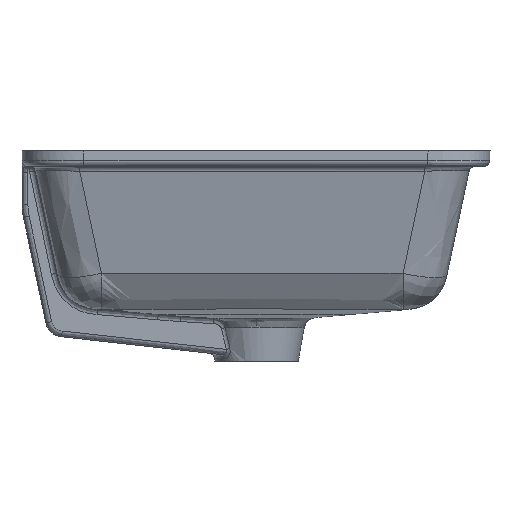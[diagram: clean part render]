
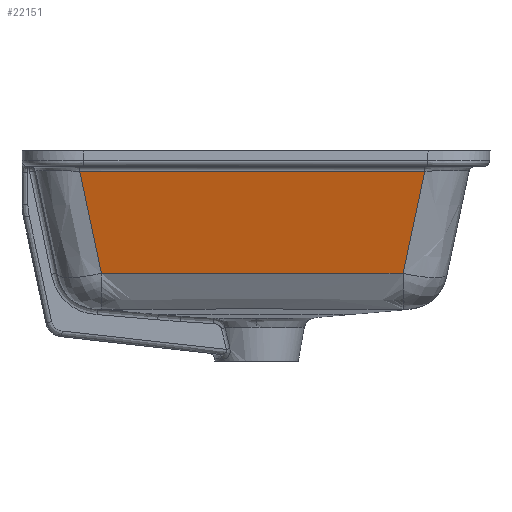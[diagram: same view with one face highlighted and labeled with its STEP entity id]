
A CAD part, left-side view. The second image highlights one B-rep face of the part: STEP entity #22151.
In plain terms, the highlighted planar face has unit normal (-0.978, 0, -0.208).
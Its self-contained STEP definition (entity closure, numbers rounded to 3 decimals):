
#537 = CARTESIAN_POINT ( 'NONE',  ( -240.76, 28.55, 18.5 ) ) ;
#691 = CARTESIAN_POINT ( 'NONE',  ( -240.762, -14.258, 18.509 ) ) ;
#844 = CARTESIAN_POINT ( 'NONE',  ( -240.733, -92.334, 18.372 ) ) ;
#994 = CARTESIAN_POINT ( 'NONE',  ( -240.732, -95.32, 18.364 ) ) ;
#1147 = CARTESIAN_POINT ( 'NONE',  ( -240.73, -99.103, 18.355 ) ) ;
#1292 = CARTESIAN_POINT ( 'NONE',  ( -240.734, -91.896, 18.373 ) ) ;
#1872 = CARTESIAN_POINT ( 'NONE',  ( -258.981, -141.225, 104.221 ) ) ;
#2460 = VERTEX_POINT ( 'NONE', #21233 ) ;
#2817 = CARTESIAN_POINT ( 'NONE',  ( -240.748, 64.473, 18.439 ) ) ;
#2967 = CARTESIAN_POINT ( 'NONE',  ( -240.754, -48.682, 18.471 ) ) ;
#3648 = VERTEX_POINT ( 'NONE', #12991 ) ;
#4789 = CARTESIAN_POINT ( 'NONE',  ( -240.747, 66.604, 18.435 ) ) ;
#4938 = CARTESIAN_POINT ( 'NONE',  ( -240.722, 114.266, 18.319 ) ) ;
#5098 = CARTESIAN_POINT ( 'NONE',  ( -240.719, 119.536, 18.306 ) ) ;
#5245 = CARTESIAN_POINT ( 'NONE',  ( -240.721, 124.812, 18.315 ) ) ;
#5397 = CARTESIAN_POINT ( 'NONE',  ( -240.746, -67.694, 18.431 ) ) ;
#6140 = CARTESIAN_POINT ( 'NONE',  ( -246.807, -129.051, 46.947 ) ) ;
#6305 = EDGE_LOOP ( 'NONE', ( #15855, #26247, #11144, #15128 ) ) ;
#6934 = PLANE ( 'NONE',  #24410 ) ;
#7225 = CARTESIAN_POINT ( 'NONE',  ( -240.736, 87.299, 18.387 ) ) ;
#7372 = CARTESIAN_POINT ( 'NONE',  ( -240.728, 102.506, 18.349 ) ) ;
#7406 = CARTESIAN_POINT ( 'NONE',  ( -258.981, 148.522, 104.221 ) ) ;
#7528 = CARTESIAN_POINT ( 'NONE',  ( -240.763, 1.116, 18.512 ) ) ;
#7677 = B_SPLINE_CURVE_WITH_KNOTS ( 'NONE', 3,
 ( #7406, #18675, #18820, #16539 ),
 .UNSPECIFIED., .F., .F.,
 ( 4, 4 ),
 ( 0., 1. ),
 .UNSPECIFIED. ) ;
#7684 = CARTESIAN_POINT ( 'NONE',  ( -240.748, -63.575, 18.44 ) ) ;
#7908 = VECTOR ( 'NONE', #16936, 1000. ) ;
#9081 = DIRECTION ( 'NONE',  ( -0.978, 0., -0.208 ) ) ;
#9675 = CARTESIAN_POINT ( 'NONE',  ( -240.724, 111.471, 18.327 ) ) ;
#9829 = CARTESIAN_POINT ( 'NONE',  ( -240.763, 13.357, 18.51 ) ) ;
#9984 = CARTESIAN_POINT ( 'NONE',  ( -240.763, -1.429, 18.512 ) ) ;
#10587 = CARTESIAN_POINT ( 'NONE',  ( -240.721, -117.036, 18.314 ) ) ;
#11144 = ORIENTED_EDGE ( 'NONE', *, *, #13968, .T. ) ;
#11323 = CARTESIAN_POINT ( 'NONE',  ( -252.894, -135.138, 75.584 ) ) ;
#11667 = CARTESIAN_POINT ( 'NONE',  ( -240.763, -5.257, 18.512 ) ) ;
#11966 = CARTESIAN_POINT ( 'NONE',  ( -240.722, 114.131, 18.32 ) ) ;
#12114 = CARTESIAN_POINT ( 'NONE',  ( -240.751, 57.08, 18.454 ) ) ;
#12263 = CARTESIAN_POINT ( 'NONE',  ( -240.749, -60.617, 18.446 ) ) ;
#12714 = CARTESIAN_POINT ( 'NONE',  ( -240.72, -122.964, 18.31 ) ) ;
#12991 = CARTESIAN_POINT ( 'NONE',  ( -240.72, -122.964, 18.31 ) ) ;
#13968 = EDGE_CURVE ( 'NONE', #3648, #2460, #15522, .T. ) ;
#14244 = CARTESIAN_POINT ( 'NONE',  ( -240.742, 77.372, 18.411 ) ) ;
#14396 = CARTESIAN_POINT ( 'NONE',  ( -240.747, 65.715, 18.437 ) ) ;
#14550 = CARTESIAN_POINT ( 'NONE',  ( -240.747, 66.903, 18.434 ) ) ;
#14701 = CARTESIAN_POINT ( 'NONE',  ( -240.745, 70.649, 18.426 ) ) ;
#15128 = ORIENTED_EDGE ( 'NONE', *, *, #27532, .T. ) ;
#15285 = VERTEX_POINT ( 'NONE', #15417 ) ;
#15417 = CARTESIAN_POINT ( 'NONE',  ( -240.728, 130.269, 18.346 ) ) ;
#15522 = B_SPLINE_CURVE_WITH_KNOTS ( 'NONE', 3,
 ( #17716, #6140, #11323, #1872 ),
 .UNSPECIFIED., .F., .F.,
 ( 4, 4 ),
 ( 0., 1. ),
 .UNSPECIFIED. ) ;
#15855 = ORIENTED_EDGE ( 'NONE', *, *, #21137, .T. ) ;
#16354 = B_SPLINE_CURVE_WITH_KNOTS ( 'NONE', 3,
 ( #16510, #5245, #5098, #18647, #25766, #4938, #11966, #23346, #18790, #9675, #28056, #7372, #16365, #16662, #21081, #25618, #25921, #19247, #7225, #14244, #14701, #14550, #23647, #4789, #23499, #14396, #2817, #19092, #12114, #21381, #537, #9829, #28359, #7528, #9984, #11667, #691, #16818, #2967, #21532, #26078, #23799, #12263, #28515, #7684, #5397, #16966, #26230, #23951, #20931, #1292, #844, #21978, #994, #1147, #24251, #10587, #22131, #12714 ),
 .UNSPECIFIED., .F., .F.,
 ( 4, 2, 2, 1, 1, 1, 1, 1, 2, 2, 1, 1, 1, 1, 1, 2, 2, 1, 1, 1, 1, 1, 1, 1, 2, 2, 1, 1, 1, 2, 2, 1, 1, 1, 1, 1, 2, 2, 1, 1, 1, 1, 1, 1, 4 ),
 ( 0., 0.063, 0.063, 0.064, 0.066, 0.07, 0.078, 0.094, 0.125, 0.127, 0.129, 0.133, 0.141, 0.156, 0.187, 0.25, 0.251, 0.252, 0.254, 0.258, 0.266, 0.281, 0.312, 0.375, 0.5, 0.516, 0.531, 0.562, 0.625, 0.75, 0.752, 0.754, 0.758, 0.766, 0.781, 0.812, 0.875, 0.876, 0.877, 0.879, 0.883, 0.891, 0.906, 0.938, 1. ),
 .UNSPECIFIED. ) ;
#16365 = CARTESIAN_POINT ( 'NONE',  ( -240.731, 98.372, 18.359 ) ) ;
#16510 = CARTESIAN_POINT ( 'NONE',  ( -240.728, 130.269, 18.346 ) ) ;
#16539 = CARTESIAN_POINT ( 'NONE',  ( -240.728, 130.269, 18.346 ) ) ;
#16662 = CARTESIAN_POINT ( 'NONE',  ( -240.731, 98.187, 18.36 ) ) ;
#16818 = CARTESIAN_POINT ( 'NONE',  ( -240.76, -32.538, 18.496 ) ) ;
#16936 = DIRECTION ( 'NONE',  ( 0., 1., 0. ) ) ;
#16966 = CARTESIAN_POINT ( 'NONE',  ( -240.742, -76.528, 18.411 ) ) ;
#17038 = CARTESIAN_POINT ( 'NONE',  ( -258.981, 148.522, 104.221 ) ) ;
#17393 = CARTESIAN_POINT ( 'NONE',  ( -258.981, -142.066, 104.221 ) ) ;
#17716 = CARTESIAN_POINT ( 'NONE',  ( -240.72, -122.964, 18.31 ) ) ;
#17903 = DIRECTION ( 'NONE',  ( -0.208, 0., 0.978 ) ) ;
#18647 = CARTESIAN_POINT ( 'NONE',  ( -240.722, 114.363, 18.319 ) ) ;
#18675 = CARTESIAN_POINT ( 'NONE',  ( -252.897, 142.438, 75.596 ) ) ;
#18790 = CARTESIAN_POINT ( 'NONE',  ( -240.723, 113.094, 18.322 ) ) ;
#18820 = CARTESIAN_POINT ( 'NONE',  ( -246.812, 136.353, 46.971 ) ) ;
#19092 = CARTESIAN_POINT ( 'NONE',  ( -240.749, 61.997, 18.445 ) ) ;
#19247 = CARTESIAN_POINT ( 'NONE',  ( -240.734, 92.783, 18.373 ) ) ;
#20931 = CARTESIAN_POINT ( 'NONE',  ( -240.734, -91.604, 18.374 ) ) ;
#21081 = CARTESIAN_POINT ( 'NONE',  ( -240.731, 97.761, 18.361 ) ) ;
#21137 = EDGE_CURVE ( 'NONE', #21879, #15285, #7677, .T. ) ;
#21233 = CARTESIAN_POINT ( 'NONE',  ( -258.981, -141.225, 104.221 ) ) ;
#21381 = CARTESIAN_POINT ( 'NONE',  ( -240.755, 47.385, 18.472 ) ) ;
#21532 = CARTESIAN_POINT ( 'NONE',  ( -240.749, -59.827, 18.448 ) ) ;
#21879 = VERTEX_POINT ( 'NONE', #17038 ) ;
#21978 = CARTESIAN_POINT ( 'NONE',  ( -240.733, -93.343, 18.369 ) ) ;
#22131 = CARTESIAN_POINT ( 'NONE',  ( -240.72, -121.838, 18.308 ) ) ;
#22151 = ADVANCED_FACE ( 'NONE', ( #29890 ), #6934, .T. ) ;
#22172 = EDGE_CURVE ( 'NONE', #15285, #3648, #16354, .T. ) ;
#23346 = CARTESIAN_POINT ( 'NONE',  ( -240.722, 113.802, 18.321 ) ) ;
#23499 = CARTESIAN_POINT ( 'NONE',  ( -240.747, 66.337, 18.435 ) ) ;
#23647 = CARTESIAN_POINT ( 'NONE',  ( -240.747, 66.782, 18.434 ) ) ;
#23799 = CARTESIAN_POINT ( 'NONE',  ( -240.749, -60.204, 18.447 ) ) ;
#23919 = LINE ( 'NONE', #17393, #7908 ) ;
#23951 = CARTESIAN_POINT ( 'NONE',  ( -240.734, -91.407, 18.374 ) ) ;
#24251 = CARTESIAN_POINT ( 'NONE',  ( -240.726, -105.989, 18.339 ) ) ;
#24410 = AXIS2_PLACEMENT_3D ( 'NONE', #29443, #9081, #17903 ) ;
#25618 = CARTESIAN_POINT ( 'NONE',  ( -240.731, 97.125, 18.363 ) ) ;
#25766 = CARTESIAN_POINT ( 'NONE',  ( -240.722, 114.355, 18.319 ) ) ;
#25921 = CARTESIAN_POINT ( 'NONE',  ( -240.732, 95.656, 18.366 ) ) ;
#26078 = CARTESIAN_POINT ( 'NONE',  ( -240.749, -59.929, 18.448 ) ) ;
#26230 = CARTESIAN_POINT ( 'NONE',  ( -240.737, -85.124, 18.39 ) ) ;
#26247 = ORIENTED_EDGE ( 'NONE', *, *, #22172, .T. ) ;
#27532 = EDGE_CURVE ( 'NONE', #2460, #21879, #23919, .T. ) ;
#28056 = CARTESIAN_POINT ( 'NONE',  ( -240.726, 107.403, 18.337 ) ) ;
#28359 = CARTESIAN_POINT ( 'NONE',  ( -240.763, 2.439, 18.512 ) ) ;
#28515 = CARTESIAN_POINT ( 'NONE',  ( -240.749, -61.591, 18.444 ) ) ;
#29443 = CARTESIAN_POINT ( 'NONE',  ( -260.745, 198.998, 112.521 ) ) ;
#29890 = FACE_OUTER_BOUND ( 'NONE', #6305, .T. ) ;
